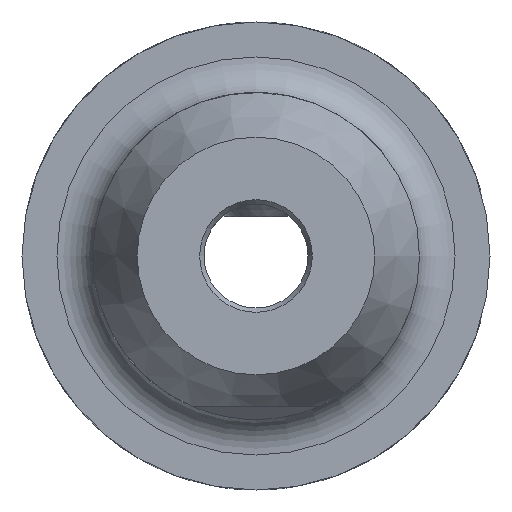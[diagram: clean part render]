
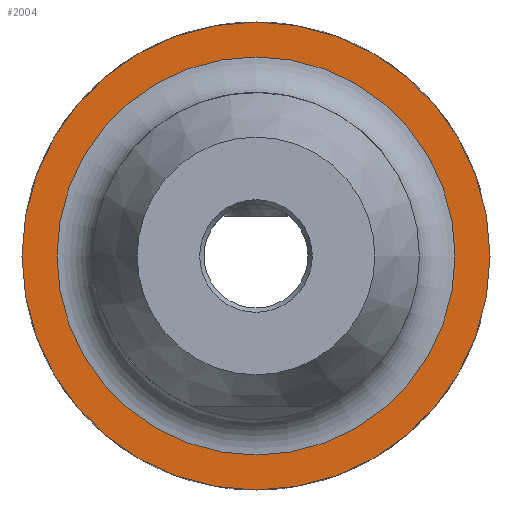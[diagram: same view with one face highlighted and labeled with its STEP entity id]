
A CAD part, left-side view. The second image highlights one B-rep face of the part: STEP entity #2004.
In plain terms, the highlighted planar face has unit normal (-1, 0, 0).
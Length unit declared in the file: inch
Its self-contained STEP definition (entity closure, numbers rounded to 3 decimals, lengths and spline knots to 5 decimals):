
#81=FACE_BOUND('',#439,.T.);
#129=PLANE('',#2231);
#317=FACE_OUTER_BOUND('',#438,.T.);
#438=EDGE_LOOP('',(#1765,#1766));
#439=EDGE_LOOP('',(#1767,#1768));
#626=CIRCLE('',#2066,1.24016);
#627=CIRCLE('',#2067,1.24016);
#709=CIRCLE('',#2229,1.05512);
#710=CIRCLE('',#2230,1.05512);
#756=VERTEX_POINT('',#3147);
#757=VERTEX_POINT('',#3149);
#907=VERTEX_POINT('',#4714);
#908=VERTEX_POINT('',#4716);
#971=EDGE_CURVE('',#756,#757,#626,.T.);
#972=EDGE_CURVE('',#757,#756,#627,.T.);
#1195=EDGE_CURVE('',#908,#907,#709,.T.);
#1196=EDGE_CURVE('',#907,#908,#710,.T.);
#1765=ORIENTED_EDGE('',*,*,#972,.F.);
#1766=ORIENTED_EDGE('',*,*,#971,.F.);
#1767=ORIENTED_EDGE('',*,*,#1195,.T.);
#1768=ORIENTED_EDGE('',*,*,#1196,.T.);
#2004=ADVANCED_FACE('',(#317,#81),#129,.T.);
#2066=AXIS2_PLACEMENT_3D('',#3150,#2337,#2338);
#2067=AXIS2_PLACEMENT_3D('',#3151,#2339,#2340);
#2229=AXIS2_PLACEMENT_3D('',#4717,#2723,#2724);
#2230=AXIS2_PLACEMENT_3D('',#4718,#2725,#2726);
#2231=AXIS2_PLACEMENT_3D('',#4719,#2727,#2728);
#2337=DIRECTION('center_axis',(1.,0.,0.));
#2338=DIRECTION('ref_axis',(0.,1.,0.));
#2339=DIRECTION('center_axis',(1.,0.,0.));
#2340=DIRECTION('ref_axis',(0.,1.,0.));
#2723=DIRECTION('center_axis',(1.,0.,0.));
#2724=DIRECTION('ref_axis',(0.,1.,0.));
#2725=DIRECTION('center_axis',(1.,0.,0.));
#2726=DIRECTION('ref_axis',(0.,1.,0.));
#2727=DIRECTION('center_axis',(-1.,0.,0.));
#2728=DIRECTION('ref_axis',(0.,0.,1.));
#3147=CARTESIAN_POINT('',(-0.86614,-1.24016,0.));
#3149=CARTESIAN_POINT('',(-0.86614,1.24016,0.));
#3150=CARTESIAN_POINT('Origin',(-0.86614,0.,
0.));
#3151=CARTESIAN_POINT('Origin',(-0.86614,0.,
0.));
#4714=CARTESIAN_POINT('',(-0.86614,0.,1.05512));
#4716=CARTESIAN_POINT('',(-0.86614,1.05512,0.));
#4717=CARTESIAN_POINT('Origin',(-0.86614,0.,
0.));
#4718=CARTESIAN_POINT('Origin',(-0.86614,0.,
0.));
#4719=CARTESIAN_POINT('Origin',(-0.86614,1.14764,0.));
